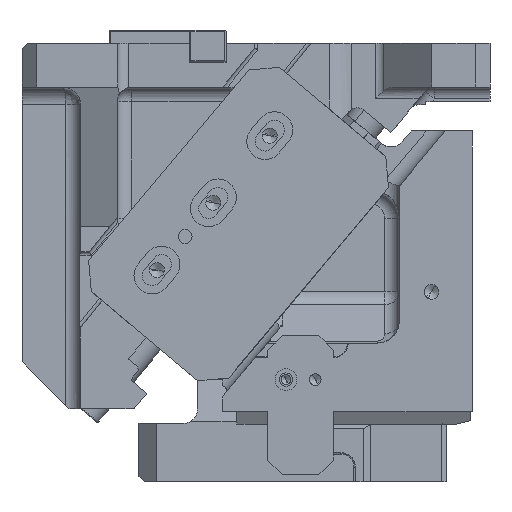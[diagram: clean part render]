
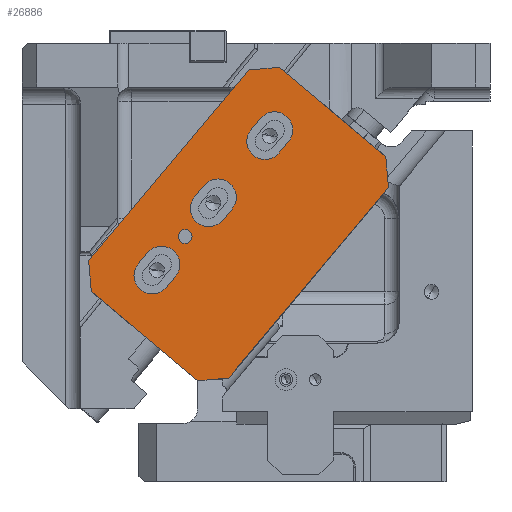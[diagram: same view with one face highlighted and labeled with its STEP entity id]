
A CAD part, front view. The second image highlights one B-rep face of the part: STEP entity #26886.
In plain terms, the highlighted planar face has unit normal (0, -1, 0).
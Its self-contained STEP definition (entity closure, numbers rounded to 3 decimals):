
#26553=CARTESIAN_POINT('Vertex',(-272.591,-110.,0.285)) ;
#26556=CARTESIAN_POINT('Line Origine',(-273.516,-110.,10.851)) ;
#26560=CARTESIAN_POINT('Vertex',(-274.44,-110.,21.417)) ;
#26684=CARTESIAN_POINT('Vertex',(-199.817,-110.,-60.78)) ;
#26687=CARTESIAN_POINT('Line Origine',(-236.204,-110.,-30.248)) ;
#26711=CARTESIAN_POINT('Axis2P3D Location',(-188.326,-110.,-70.422)) ;
#26716=CARTESIAN_POINT('Line Origine',(-70.335,-110.,81.863)) ;
#26720=CARTESIAN_POINT('Vertex',(-71.259,-110.,92.429)) ;
#26722=CARTESIAN_POINT('Vertex',(-69.411,-110.,71.296)) ;
#26725=CARTESIAN_POINT('Line Origine',(-107.646,-110.,122.961)) ;
#26729=CARTESIAN_POINT('Vertex',(-144.034,-110.,153.494)) ;
#26732=CARTESIAN_POINT('Line Origine',(-154.6,-110.,152.569)) ;
#26736=CARTESIAN_POINT('Vertex',(-165.166,-110.,151.645)) ;
#26739=CARTESIAN_POINT('Line Origine',(-219.803,-110.,86.531)) ;
#26744=CARTESIAN_POINT('Line Origine',(-189.251,-110.,-59.856)) ;
#26748=CARTESIAN_POINT('Vertex',(-178.684,-110.,-58.931)) ;
#26751=CARTESIAN_POINT('Line Origine',(-124.047,-110.,6.183)) ;
#26766=CARTESIAN_POINT('Axis2P3D Location',(-208.445,-110.,37.838)) ;
#26770=CARTESIAN_POINT('Vertex',(-205.392,-110.,41.477)) ;
#26772=CARTESIAN_POINT('Vertex',(-211.498,-110.,34.2)) ;
#26775=CARTESIAN_POINT('Axis2P3D Location',(-208.445,-110.,37.838)) ;
#26784=CARTESIAN_POINT('Line Origine',(-218.153,-110.,6.822)) ;
#26788=CARTESIAN_POINT('Vertex',(-214.939,-110.,10.652)) ;
#26790=CARTESIAN_POINT('Vertex',(-221.367,-110.,2.992)) ;
#26793=CARTESIAN_POINT('Axis2P3D Location',(-230.942,-110.,11.027)) ;
#26797=CARTESIAN_POINT('Vertex',(-240.518,-110.,19.062)) ;
#26800=CARTESIAN_POINT('Line Origine',(-237.304,-110.,22.892)) ;
#26804=CARTESIAN_POINT('Vertex',(-234.09,-110.,26.722)) ;
#26807=CARTESIAN_POINT('Axis2P3D Location',(-224.515,-110.,18.687)) ;
#26818=CARTESIAN_POINT('Line Origine',(-179.586,-110.,52.785)) ;
#26822=CARTESIAN_POINT('Vertex',(-176.372,-110.,56.615)) ;
#26824=CARTESIAN_POINT('Vertex',(-182.8,-110.,48.955)) ;
#26827=CARTESIAN_POINT('Axis2P3D Location',(-192.375,-110.,56.989)) ;
#26831=CARTESIAN_POINT('Vertex',(-201.951,-110.,65.024)) ;
#26834=CARTESIAN_POINT('Line Origine',(-198.737,-110.,68.854)) ;
#26838=CARTESIAN_POINT('Vertex',(-195.523,-110.,72.685)) ;
#26841=CARTESIAN_POINT('Axis2P3D Location',(-185.947,-110.,64.65)) ;
#26852=CARTESIAN_POINT('Line Origine',(-141.018,-110.,98.747)) ;
#26856=CARTESIAN_POINT('Vertex',(-137.804,-110.,102.578)) ;
#26858=CARTESIAN_POINT('Vertex',(-144.232,-110.,94.917)) ;
#26861=CARTESIAN_POINT('Axis2P3D Location',(-153.808,-110.,102.952)) ;
#26865=CARTESIAN_POINT('Vertex',(-163.383,-110.,110.987)) ;
#26868=CARTESIAN_POINT('Line Origine',(-160.17,-110.,114.817)) ;
#26872=CARTESIAN_POINT('Vertex',(-156.956,-110.,118.647)) ;
#26875=CARTESIAN_POINT('Axis2P3D Location',(-147.38,-110.,110.612)) ;
#26557=DIRECTION('Vector Direction',(0.087,0.,-0.996)) ;
#26688=DIRECTION('Vector Direction',(-0.766,0.,0.643)) ;
#26712=DIRECTION('Axis2P3D Direction',(0.,-1.,0.)) ;
#26713=DIRECTION('Axis2P3D XDirection',(-0.766,0.,0.643)) ;
#26717=DIRECTION('Vector Direction',(-0.087,0.,0.996)) ;
#26726=DIRECTION('Vector Direction',(-0.766,0.,0.643)) ;
#26733=DIRECTION('Vector Direction',(-0.996,0.,-0.087)) ;
#26740=DIRECTION('Vector Direction',(-0.643,0.,-0.766)) ;
#26745=DIRECTION('Vector Direction',(0.996,0.,0.087)) ;
#26752=DIRECTION('Vector Direction',(-0.643,0.,-0.766)) ;
#26767=DIRECTION('Axis2P3D Direction',(0.,-1.,0.)) ;
#26776=DIRECTION('Axis2P3D Direction',(0.,-1.,0.)) ;
#26785=DIRECTION('Vector Direction',(-0.643,0.,-0.766)) ;
#26794=DIRECTION('Axis2P3D Direction',(0.,-1.,0.)) ;
#26801=DIRECTION('Vector Direction',(-0.643,0.,-0.766)) ;
#26808=DIRECTION('Axis2P3D Direction',(0.,-1.,0.)) ;
#26819=DIRECTION('Vector Direction',(-0.643,0.,-0.766)) ;
#26828=DIRECTION('Axis2P3D Direction',(0.,-1.,0.)) ;
#26835=DIRECTION('Vector Direction',(-0.643,0.,-0.766)) ;
#26842=DIRECTION('Axis2P3D Direction',(0.,-1.,0.)) ;
#26853=DIRECTION('Vector Direction',(-0.643,0.,-0.766)) ;
#26862=DIRECTION('Axis2P3D Direction',(0.,-1.,0.)) ;
#26869=DIRECTION('Vector Direction',(-0.643,0.,-0.766)) ;
#26876=DIRECTION('Axis2P3D Direction',(0.,-1.,0.)) ;
#26714=AXIS2_PLACEMENT_3D('Plane Axis2P3D',#26711,#26712,#26713) ;
#26768=AXIS2_PLACEMENT_3D('Circle Axis2P3D',#26766,#26767,$) ;
#26777=AXIS2_PLACEMENT_3D('Circle Axis2P3D',#26775,#26776,$) ;
#26795=AXIS2_PLACEMENT_3D('Circle Axis2P3D',#26793,#26794,$) ;
#26809=AXIS2_PLACEMENT_3D('Circle Axis2P3D',#26807,#26808,$) ;
#26829=AXIS2_PLACEMENT_3D('Circle Axis2P3D',#26827,#26828,$) ;
#26843=AXIS2_PLACEMENT_3D('Circle Axis2P3D',#26841,#26842,$) ;
#26863=AXIS2_PLACEMENT_3D('Circle Axis2P3D',#26861,#26862,$) ;
#26877=AXIS2_PLACEMENT_3D('Circle Axis2P3D',#26875,#26876,$) ;
#26757=ORIENTED_EDGE('',*,*,#26724,.F.) ;
#26758=ORIENTED_EDGE('',*,*,#26731,.F.) ;
#26759=ORIENTED_EDGE('',*,*,#26738,.F.) ;
#26760=ORIENTED_EDGE('',*,*,#26743,.T.) ;
#26761=ORIENTED_EDGE('',*,*,#26562,.F.) ;
#26762=ORIENTED_EDGE('',*,*,#26691,.F.) ;
#26763=ORIENTED_EDGE('',*,*,#26750,.F.) ;
#26764=ORIENTED_EDGE('',*,*,#26755,.F.) ;
#26781=ORIENTED_EDGE('',*,*,#26774,.F.) ;
#26782=ORIENTED_EDGE('',*,*,#26779,.F.) ;
#26813=ORIENTED_EDGE('',*,*,#26792,.T.) ;
#26814=ORIENTED_EDGE('',*,*,#26799,.F.) ;
#26815=ORIENTED_EDGE('',*,*,#26806,.F.) ;
#26816=ORIENTED_EDGE('',*,*,#26811,.F.) ;
#26847=ORIENTED_EDGE('',*,*,#26826,.T.) ;
#26848=ORIENTED_EDGE('',*,*,#26833,.F.) ;
#26849=ORIENTED_EDGE('',*,*,#26840,.F.) ;
#26850=ORIENTED_EDGE('',*,*,#26845,.F.) ;
#26881=ORIENTED_EDGE('',*,*,#26860,.T.) ;
#26882=ORIENTED_EDGE('',*,*,#26867,.F.) ;
#26883=ORIENTED_EDGE('',*,*,#26874,.F.) ;
#26884=ORIENTED_EDGE('',*,*,#26879,.F.) ;
#26783=FACE_BOUND('',#26780,.T.) ;
#26817=FACE_BOUND('',#26812,.T.) ;
#26851=FACE_BOUND('',#26846,.T.) ;
#26885=FACE_BOUND('',#26880,.T.) ;
#26558=VECTOR('Line Direction',#26557,1.) ;
#26689=VECTOR('Line Direction',#26688,1.) ;
#26718=VECTOR('Line Direction',#26717,1.) ;
#26727=VECTOR('Line Direction',#26726,1.) ;
#26734=VECTOR('Line Direction',#26733,1.) ;
#26741=VECTOR('Line Direction',#26740,1.) ;
#26746=VECTOR('Line Direction',#26745,1.) ;
#26753=VECTOR('Line Direction',#26752,1.) ;
#26786=VECTOR('Line Direction',#26785,1.) ;
#26802=VECTOR('Line Direction',#26801,1.) ;
#26820=VECTOR('Line Direction',#26819,1.) ;
#26836=VECTOR('Line Direction',#26835,1.) ;
#26854=VECTOR('Line Direction',#26853,1.) ;
#26870=VECTOR('Line Direction',#26869,1.) ;
#26886=ADVANCED_FACE('SCHIEBERBETT',(#26765,#26783,#26817,#26851,#26885),#26715,.T.) ;
#26769=CIRCLE('generated circle',#26768,4.75) ;
#26778=CIRCLE('generated circle',#26777,4.75) ;
#26796=CIRCLE('generated circle',#26795,12.5) ;
#26810=CIRCLE('generated circle',#26809,12.5) ;
#26830=CIRCLE('generated circle',#26829,12.5) ;
#26844=CIRCLE('generated circle',#26843,12.5) ;
#26864=CIRCLE('generated circle',#26863,12.5) ;
#26878=CIRCLE('generated circle',#26877,12.5) ;
#26562=EDGE_CURVE('',#26554,#26561,#26559,.F.) ;
#26691=EDGE_CURVE('',#26685,#26554,#26690,.T.) ;
#26724=EDGE_CURVE('',#26721,#26723,#26719,.F.) ;
#26731=EDGE_CURVE('',#26730,#26721,#26728,.F.) ;
#26738=EDGE_CURVE('',#26737,#26730,#26735,.F.) ;
#26743=EDGE_CURVE('',#26737,#26561,#26742,.T.) ;
#26750=EDGE_CURVE('',#26749,#26685,#26747,.F.) ;
#26755=EDGE_CURVE('',#26723,#26749,#26754,.T.) ;
#26774=EDGE_CURVE('',#26771,#26773,#26769,.T.) ;
#26779=EDGE_CURVE('',#26773,#26771,#26778,.T.) ;
#26792=EDGE_CURVE('',#26789,#26791,#26787,.T.) ;
#26799=EDGE_CURVE('',#26798,#26791,#26796,.T.) ;
#26806=EDGE_CURVE('',#26805,#26798,#26803,.T.) ;
#26811=EDGE_CURVE('',#26789,#26805,#26810,.T.) ;
#26826=EDGE_CURVE('',#26823,#26825,#26821,.T.) ;
#26833=EDGE_CURVE('',#26832,#26825,#26830,.T.) ;
#26840=EDGE_CURVE('',#26839,#26832,#26837,.T.) ;
#26845=EDGE_CURVE('',#26823,#26839,#26844,.T.) ;
#26860=EDGE_CURVE('',#26857,#26859,#26855,.T.) ;
#26867=EDGE_CURVE('',#26866,#26859,#26864,.T.) ;
#26874=EDGE_CURVE('',#26873,#26866,#26871,.T.) ;
#26879=EDGE_CURVE('',#26857,#26873,#26878,.T.) ;
#26756=EDGE_LOOP('',(#26757,#26758,#26759,#26760,#26761,#26762,#26763,#26764)) ;
#26780=EDGE_LOOP('',(#26781,#26782)) ;
#26812=EDGE_LOOP('',(#26813,#26814,#26815,#26816)) ;
#26846=EDGE_LOOP('',(#26847,#26848,#26849,#26850)) ;
#26880=EDGE_LOOP('',(#26881,#26882,#26883,#26884)) ;
#26765=FACE_OUTER_BOUND('',#26756,.T.) ;
#26559=LINE('Line',#26556,#26558) ;
#26690=LINE('Line',#26687,#26689) ;
#26719=LINE('Line',#26716,#26718) ;
#26728=LINE('Line',#26725,#26727) ;
#26735=LINE('Line',#26732,#26734) ;
#26742=LINE('Line',#26739,#26741) ;
#26747=LINE('Line',#26744,#26746) ;
#26754=LINE('Line',#26751,#26753) ;
#26787=LINE('Line',#26784,#26786) ;
#26803=LINE('Line',#26800,#26802) ;
#26821=LINE('Line',#26818,#26820) ;
#26837=LINE('Line',#26834,#26836) ;
#26855=LINE('Line',#26852,#26854) ;
#26871=LINE('Line',#26868,#26870) ;
#26715=PLANE('',#26714) ;
#26554=VERTEX_POINT('',#26553) ;
#26561=VERTEX_POINT('',#26560) ;
#26685=VERTEX_POINT('',#26684) ;
#26721=VERTEX_POINT('',#26720) ;
#26723=VERTEX_POINT('',#26722) ;
#26730=VERTEX_POINT('',#26729) ;
#26737=VERTEX_POINT('',#26736) ;
#26749=VERTEX_POINT('',#26748) ;
#26771=VERTEX_POINT('',#26770) ;
#26773=VERTEX_POINT('',#26772) ;
#26789=VERTEX_POINT('',#26788) ;
#26791=VERTEX_POINT('',#26790) ;
#26798=VERTEX_POINT('',#26797) ;
#26805=VERTEX_POINT('',#26804) ;
#26823=VERTEX_POINT('',#26822) ;
#26825=VERTEX_POINT('',#26824) ;
#26832=VERTEX_POINT('',#26831) ;
#26839=VERTEX_POINT('',#26838) ;
#26857=VERTEX_POINT('',#26856) ;
#26859=VERTEX_POINT('',#26858) ;
#26866=VERTEX_POINT('',#26865) ;
#26873=VERTEX_POINT('',#26872) ;
